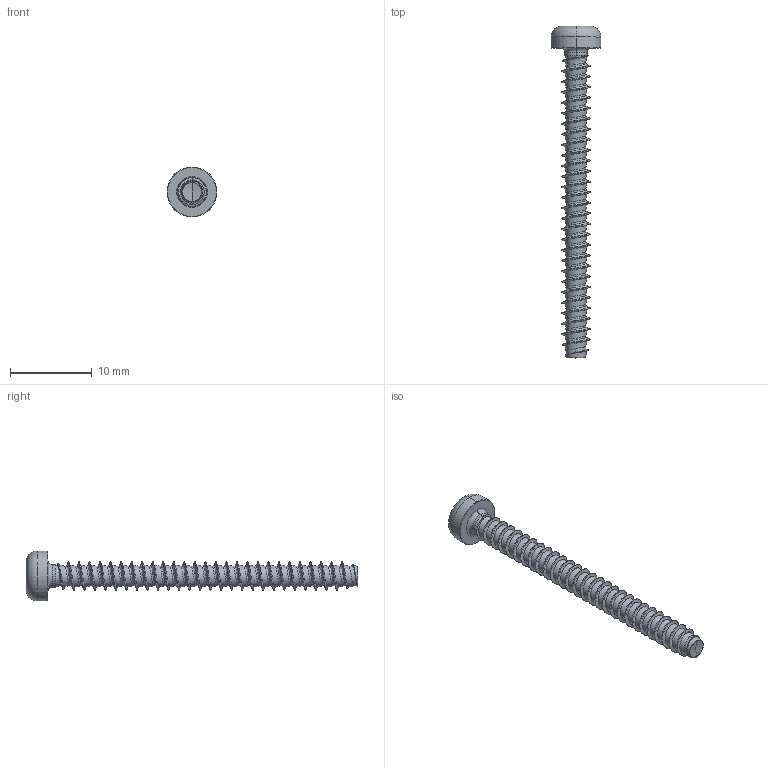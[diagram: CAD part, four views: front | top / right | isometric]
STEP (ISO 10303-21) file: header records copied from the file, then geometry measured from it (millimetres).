
FILE_DESCRIPTION (( 'STEP AP203' ), '1' );
FILE_NAME ('STP390350380.STEP', '2020-09-04T13:46:23', ( '' ), ( '' ), 'SwSTEP 2.0', 'SolidWorks 2015', '' );
FILE_SCHEMA (( 'CONFIG_CONTROL_DESIGN' ));
Length unit declared in the file: millimetre
Products named in the file (2): STP390350380
Bounding box: 6.1 x 40.69 x 6.1 mm (x, y, z)
Volume: 273.3 mm3; surface area: 603.8 mm2
Topology: 1 solids, 1 shells, 139 faces, 365 edges, 228 vertices
Faces by surface type: cylinder 83, bspline 35, cone 11, torus 6, sphere 2, plane 2
Entity records: 35896 total; most frequent: CARTESIAN_POINT 32892, ORIENTED_EDGE 726, DIRECTION 428, EDGE_CURVE 363, VERTEX_POINT 228, AXIS2_PLACEMENT_3D 165, B_SPLINE_CURVE_WITH_KNOTS 149, EDGE_LOOP 141
